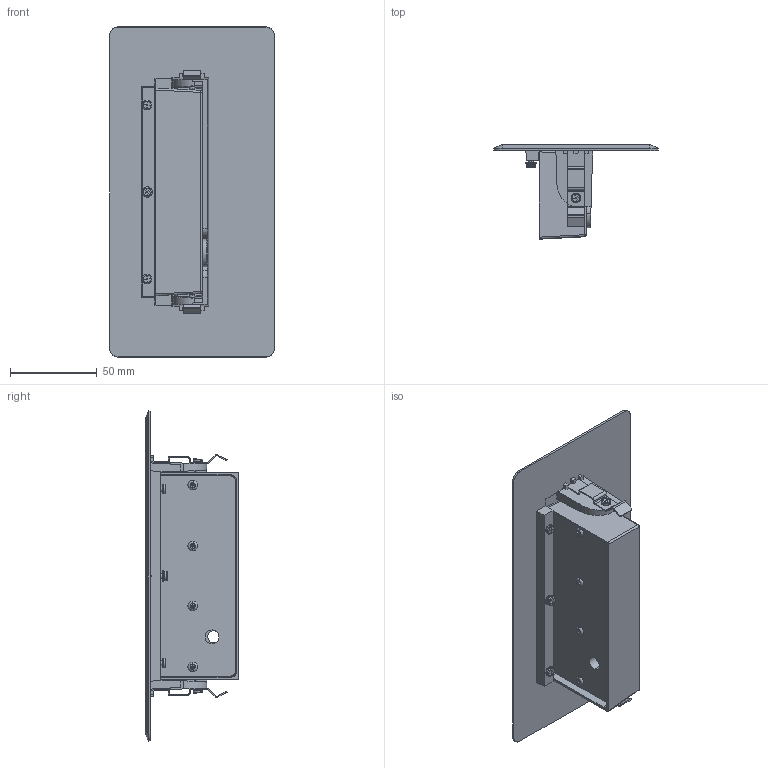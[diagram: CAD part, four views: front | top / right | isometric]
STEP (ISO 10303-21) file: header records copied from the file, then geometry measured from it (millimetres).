
FILE_DESCRIPTION (( 'STEP AP214' ), '1' );
FILE_NAME ('DK190806DD01A.STEP', '2021-08-31T06:11:45', ( '' ), ( '' ), 'SwSTEP 2.0', 'SolidWorks 2017', '' );
FILE_SCHEMA (( 'AUTOMOTIVE_DESIGN' ));
Length unit declared in the file: millimetre
Products named in the file (1): DK190806DD01A
Bounding box: 94.77 x 54 x 189.77 mm (x, y, z)
Volume: 136363.7 mm3; surface area: 102765.7 mm2
Topology: 48 solids, 48 shells, 2160 faces, 5644 edges, 3626 vertices
Faces by surface type: plane 1273, cylinder 455, bspline 334, cone 57, torus 29, sphere 12
Entity records: 91213 total; most frequent: CARTESIAN_POINT 17359, ORIENTED_EDGE 11202, DIRECTION 8589, EDGE_CURVE 5601, VERTEX_POINT 3626, LINE 3543, VECTOR 3543, AXIS2_PLACEMENT_3D 2523
